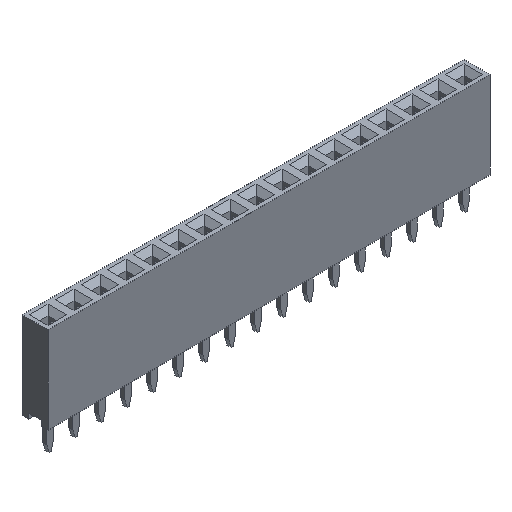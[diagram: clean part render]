
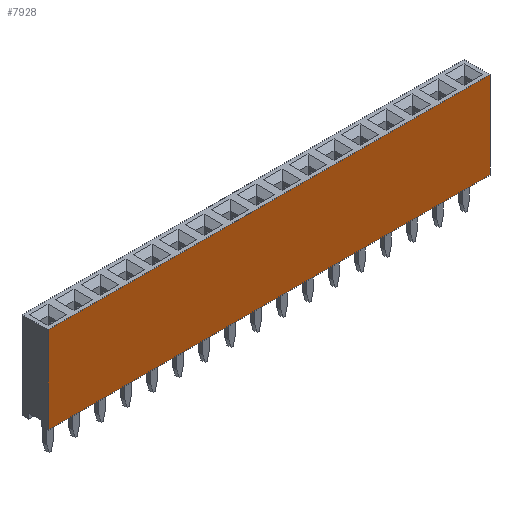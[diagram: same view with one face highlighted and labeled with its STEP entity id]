
A CAD part, isometric view. The second image highlights one B-rep face of the part: STEP entity #7928.
In plain terms, the highlighted planar face has unit normal (0, -1, 0).
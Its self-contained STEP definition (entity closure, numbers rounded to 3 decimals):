
#7928=ADVANCED_FACE('',(#14598),#14600,.T.);
#14598=FACE_BOUND('',#14599,.T.);
#14599=EDGE_LOOP('',(#19785,#19786,#19787,#19788));
#14600=PLANE('',#14601);
#14601=AXIS2_PLACEMENT_3D('',#14602,#14603,#14604);
#14602=CARTESIAN_POINT('',(-1.27,-1.27,0.));
#14603=DIRECTION('',(0.,-1.,0.));
#14604=DIRECTION('',(1.,0.,0.));
#19785=ORIENTED_EDGE('',*,*,#22479,.T.);
#19786=ORIENTED_EDGE('',*,*,#22282,.T.);
#19787=ORIENTED_EDGE('',*,*,#22443,.F.);
#19788=ORIENTED_EDGE('',*,*,#22271,.F.);
#22271=EDGE_CURVE('',#26295,#26297,#26298,.T.);
#22282=EDGE_CURVE('',#26317,#26315,#26318,.T.);
#22443=EDGE_CURVE('',#26297,#26315,#26503,.T.);
#22479=EDGE_CURVE('',#26295,#26317,#26543,.T.);
#26295=VERTEX_POINT('',#35145);
#26297=VERTEX_POINT('',#35149);
#26298=LINE('',#35150,#35151);
#26315=VERTEX_POINT('',#35187);
#26317=VERTEX_POINT('',#35191);
#26318=LINE('',#35192,#35193);
#26503=LINE('',#35703,#35704);
#26543=LINE('',#35815,#35816);
#35145=CARTESIAN_POINT('',(-1.27,-1.27,0.));
#35149=CARTESIAN_POINT('',(-1.27,-1.27,8.5));
#35150=CARTESIAN_POINT('',(-1.27,-1.27,0.));
#35151=VECTOR('',#35152,1.);
#35152=DIRECTION('',(0.,0.,1.));
#35187=CARTESIAN_POINT('',(41.91,-1.27,8.5));
#35191=CARTESIAN_POINT('',(41.91,-1.27,0.));
#35192=CARTESIAN_POINT('',(41.91,-1.27,0.));
#35193=VECTOR('',#35194,1.);
#35194=DIRECTION('',(0.,0.,1.));
#35703=CARTESIAN_POINT('',(-1.27,-1.27,8.5));
#35704=VECTOR('',#35705,1.);
#35705=DIRECTION('',(1.,0.,0.));
#35815=CARTESIAN_POINT('',(-1.27,-1.27,0.));
#35816=VECTOR('',#35817,1.);
#35817=DIRECTION('',(1.,0.,0.));
